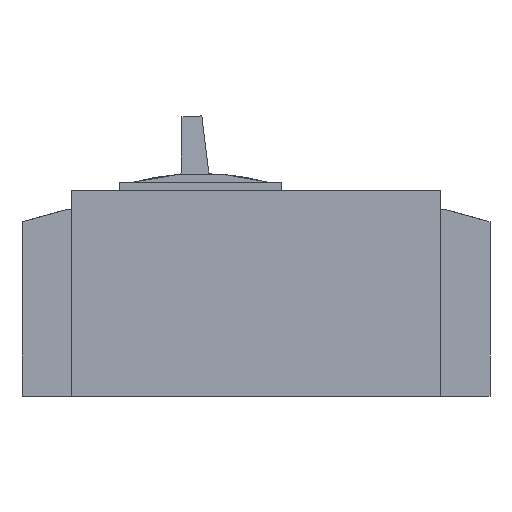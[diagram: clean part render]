
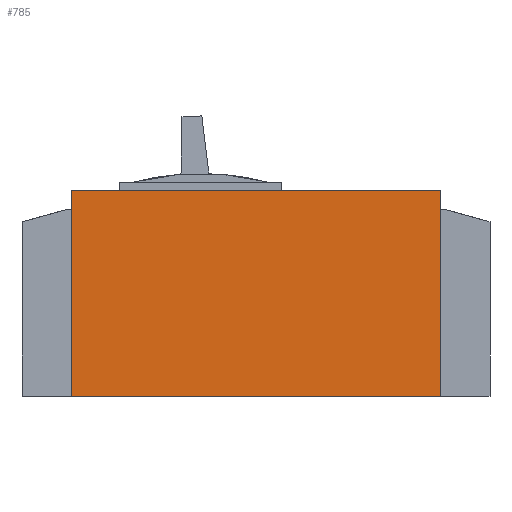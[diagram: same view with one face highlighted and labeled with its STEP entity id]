
A CAD part, left-side view. The second image highlights one B-rep face of the part: STEP entity #785.
In plain terms, the highlighted planar face has unit normal (-1, 0, 0).
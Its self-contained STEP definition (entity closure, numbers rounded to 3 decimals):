
#403 = EDGE_LOOP ( 'NONE', ( #1662, #1663, #1664, #1665 ) ) ;
#785 = ADVANCED_FACE ( 'PLANAR_4', ( #2142 ), #1217, .F. ) ;
#1151 = EDGE_CURVE ( 'NONE', #2458, #2447, #1698, .T. ) ;
#1217 = PLANE ( 'NONE',  #3658 ) ;
#1220 = CARTESIAN_POINT ( 'NONE',  ( 0., 80., 125.5 ) ) ;
#1226 = DIRECTION ( 'NONE',  ( 1., 0., 0. ) ) ;
#1227 = DIRECTION ( 'NONE',  ( 0., 0., -1. ) ) ;
#1662 = ORIENTED_EDGE ( 'NONE', *, *, #3575, .F. ) ;
#1663 = ORIENTED_EDGE ( 'NONE', *, *, #3551, .F. ) ;
#1664 = ORIENTED_EDGE ( 'NONE', *, *, #3570, .F. ) ;
#1665 = ORIENTED_EDGE ( 'NONE', *, *, #1151, .F. ) ;
#1698 = LINE ( 'NONE', #2301, #1699 ) ;
#1699 = VECTOR ( 'NONE', #2302, 1000. ) ;
#1969 = CARTESIAN_POINT ( 'NONE',  ( 0., 108., 120.5 ) ) ;
#1986 = CARTESIAN_POINT ( 'NONE',  ( 0., -108., 120.5 ) ) ;
#1995 = CARTESIAN_POINT ( 'NONE',  ( 0., 108., 0. ) ) ;
#2003 = CARTESIAN_POINT ( 'NONE',  ( 0., -108., 0. ) ) ;
#2142 = FACE_OUTER_BOUND ( 'NONE', #403, .T. ) ;
#2301 = CARTESIAN_POINT ( 'NONE',  ( 0., -108., 0. ) ) ;
#2302 = DIRECTION ( 'NONE',  ( 0., 1., 0. ) ) ;
#2405 = VERTEX_POINT ( 'NONE', #1969 ) ;
#2425 = VERTEX_POINT ( 'NONE', #1986 ) ;
#2447 = VERTEX_POINT ( 'NONE', #1995 ) ;
#2458 = VERTEX_POINT ( 'NONE', #2003 ) ;
#2991 = CARTESIAN_POINT ( 'NONE',  ( 0., 108., 120.5 ) ) ;
#3037 = LINE ( 'NONE', #2991, #3045 ) ;
#3045 = VECTOR ( 'NONE', #3169, 1000. ) ;
#3072 = LINE ( 'NONE', #3204, #3080 ) ;
#3080 = VECTOR ( 'NONE', #3209, 1000. ) ;
#3090 = LINE ( 'NONE', #3217, #3091 ) ;
#3091 = VECTOR ( 'NONE', #3218, 1000. ) ;
#3169 = DIRECTION ( 'NONE',  ( 0., -1., 0. ) ) ;
#3204 = CARTESIAN_POINT ( 'NONE',  ( 0., 108., 0. ) ) ;
#3209 = DIRECTION ( 'NONE',  ( 0., 0., 1. ) ) ;
#3217 = CARTESIAN_POINT ( 'NONE',  ( 0., -108., 120.5 ) ) ;
#3218 = DIRECTION ( 'NONE',  ( 0., 0., -1. ) ) ;
#3551 = EDGE_CURVE ( 'NONE', #2405, #2425, #3037, .T. ) ;
#3570 = EDGE_CURVE ( 'NONE', #2447, #2405, #3072, .T. ) ;
#3575 = EDGE_CURVE ( 'NONE', #2425, #2458, #3090, .T. ) ;
#3658 = AXIS2_PLACEMENT_3D ( 'NONE', #1220, #1226, #1227 ) ;
